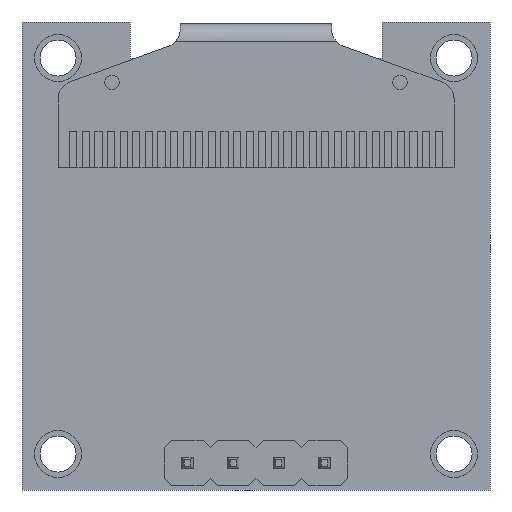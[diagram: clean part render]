
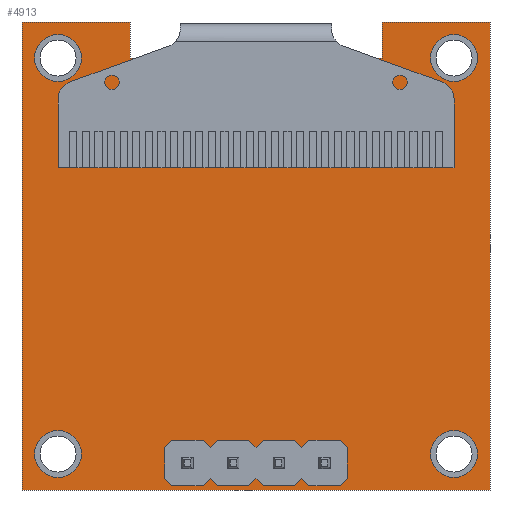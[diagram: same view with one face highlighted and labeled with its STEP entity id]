
A CAD part, front view. The second image highlights one B-rep face of the part: STEP entity #4913.
In plain terms, the highlighted planar face has unit normal (0, -1, 0).
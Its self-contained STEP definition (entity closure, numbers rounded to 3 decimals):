
#4419 = VERTEX_POINT('',#4420);
#4420 = CARTESIAN_POINT('',(11.,2.96,9.7));
#4426 = EDGE_CURVE('',#4419,#4427,#4429,.T.);
#4427 = VERTEX_POINT('',#4428);
#4428 = CARTESIAN_POINT('',(11.,2.96,12.3));
#4429 = CIRCLE('',#4430,1.3);
#4430 = AXIS2_PLACEMENT_3D('',#4431,#4432,#4433);
#4431 = CARTESIAN_POINT('',(11.,2.96,11.));
#4432 = DIRECTION('',(0.,1.,0.));
#4433 = DIRECTION('',(0.,-0.,1.));
#4461 = VERTEX_POINT('',#4462);
#4462 = CARTESIAN_POINT('',(-11.,2.96,9.7));
#4468 = EDGE_CURVE('',#4461,#4469,#4471,.T.);
#4469 = VERTEX_POINT('',#4470);
#4470 = CARTESIAN_POINT('',(-11.,2.96,12.3));
#4471 = CIRCLE('',#4472,1.3);
#4472 = AXIS2_PLACEMENT_3D('',#4473,#4474,#4475);
#4473 = CARTESIAN_POINT('',(-11.,2.96,11.));
#4474 = DIRECTION('',(0.,1.,0.));
#4475 = DIRECTION('',(0.,-0.,-1.));
#4503 = VERTEX_POINT('',#4504);
#4504 = CARTESIAN_POINT('',(11.,2.96,-12.3));
#4510 = EDGE_CURVE('',#4503,#4511,#4513,.T.);
#4511 = VERTEX_POINT('',#4512);
#4512 = CARTESIAN_POINT('',(11.,2.96,-9.7));
#4513 = CIRCLE('',#4514,1.3);
#4514 = AXIS2_PLACEMENT_3D('',#4515,#4516,#4517);
#4515 = CARTESIAN_POINT('',(11.,2.96,-11.));
#4516 = DIRECTION('',(0.,1.,0.));
#4517 = DIRECTION('',(0.,-0.,-1.));
#4545 = VERTEX_POINT('',#4546);
#4546 = CARTESIAN_POINT('',(-11.,2.96,-12.3));
#4552 = EDGE_CURVE('',#4545,#4553,#4555,.T.);
#4553 = VERTEX_POINT('',#4554);
#4554 = CARTESIAN_POINT('',(-11.,2.96,-9.7));
#4555 = CIRCLE('',#4556,1.3);
#4556 = AXIS2_PLACEMENT_3D('',#4557,#4558,#4559);
#4557 = CARTESIAN_POINT('',(-11.,2.96,-11.));
#4558 = DIRECTION('',(0.,1.,0.));
#4559 = DIRECTION('',(0.,-0.,1.));
#4587 = VERTEX_POINT('',#4588);
#4588 = CARTESIAN_POINT('',(3.81,2.96,-12.15));
#4594 = EDGE_CURVE('',#4587,#4595,#4597,.T.);
#4595 = VERTEX_POINT('',#4596);
#4596 = CARTESIAN_POINT('',(3.81,2.96,-10.85));
#4597 = CIRCLE('',#4598,0.65);
#4598 = AXIS2_PLACEMENT_3D('',#4599,#4600,#4601);
#4599 = CARTESIAN_POINT('',(3.81,2.96,-11.5));
#4600 = DIRECTION('',(0.,1.,0.));
#4601 = DIRECTION('',(0.,-0.,1.));
#4629 = VERTEX_POINT('',#4630);
#4630 = CARTESIAN_POINT('',(1.27,2.96,-12.15));
#4636 = EDGE_CURVE('',#4629,#4637,#4639,.T.);
#4637 = VERTEX_POINT('',#4638);
#4638 = CARTESIAN_POINT('',(1.27,2.96,-10.85));
#4639 = CIRCLE('',#4640,0.65);
#4640 = AXIS2_PLACEMENT_3D('',#4641,#4642,#4643);
#4641 = CARTESIAN_POINT('',(1.27,2.96,-11.5));
#4642 = DIRECTION('',(0.,1.,0.));
#4643 = DIRECTION('',(0.,-0.,1.));
#4671 = VERTEX_POINT('',#4672);
#4672 = CARTESIAN_POINT('',(-1.27,2.96,-12.15));
#4678 = EDGE_CURVE('',#4671,#4679,#4681,.T.);
#4679 = VERTEX_POINT('',#4680);
#4680 = CARTESIAN_POINT('',(-1.27,2.96,-10.85));
#4681 = CIRCLE('',#4682,0.65);
#4682 = AXIS2_PLACEMENT_3D('',#4683,#4684,#4685);
#4683 = CARTESIAN_POINT('',(-1.27,2.96,-11.5));
#4684 = DIRECTION('',(0.,1.,0.));
#4685 = DIRECTION('',(0.,-0.,1.));
#4721 = VERTEX_POINT('',#4722);
#4722 = CARTESIAN_POINT('',(7.,2.96,13.));
#4728 = EDGE_CURVE('',#4721,#4729,#4731,.T.);
#4729 = VERTEX_POINT('',#4730);
#4730 = CARTESIAN_POINT('',(13.,2.96,13.));
#4731 = LINE('',#4732,#4733);
#4732 = CARTESIAN_POINT('',(-13.,2.96,13.));
#4733 = VECTOR('',#4734,1.);
#4734 = DIRECTION('',(1.,0.,0.));
#4913 = ADVANCED_FACE('',(#4914,#4948,#5005,#5015,#5025,#5035,#5045,
    #5055,#5065),#5075,.T.);
#4914 = FACE_BOUND('',#4915,.T.);
#4915 = EDGE_LOOP('',(#4916,#4926,#4934,#4942));
#4916 = ORIENTED_EDGE('',*,*,#4917,.T.);
#4917 = EDGE_CURVE('',#4918,#4920,#4922,.T.);
#4918 = VERTEX_POINT('',#4919);
#4919 = CARTESIAN_POINT('',(-3.16,2.96,-10.85));
#4920 = VERTEX_POINT('',#4921);
#4921 = CARTESIAN_POINT('',(-3.16,2.96,-12.15));
#4922 = LINE('',#4923,#4924);
#4923 = CARTESIAN_POINT('',(-3.16,2.96,-12.15));
#4924 = VECTOR('',#4925,1.);
#4925 = DIRECTION('',(0.,0.,-1.));
#4926 = ORIENTED_EDGE('',*,*,#4927,.T.);
#4927 = EDGE_CURVE('',#4920,#4928,#4930,.T.);
#4928 = VERTEX_POINT('',#4929);
#4929 = CARTESIAN_POINT('',(-4.46,2.96,-12.15));
#4930 = LINE('',#4931,#4932);
#4931 = CARTESIAN_POINT('',(-3.16,2.96,-12.15));
#4932 = VECTOR('',#4933,1.);
#4933 = DIRECTION('',(-1.,0.,0.));
#4934 = ORIENTED_EDGE('',*,*,#4935,.T.);
#4935 = EDGE_CURVE('',#4928,#4936,#4938,.T.);
#4936 = VERTEX_POINT('',#4937);
#4937 = CARTESIAN_POINT('',(-4.46,2.96,-10.85));
#4938 = LINE('',#4939,#4940);
#4939 = CARTESIAN_POINT('',(-4.46,2.96,-12.15));
#4940 = VECTOR('',#4941,1.);
#4941 = DIRECTION('',(0.,0.,1.));
#4942 = ORIENTED_EDGE('',*,*,#4943,.T.);
#4943 = EDGE_CURVE('',#4936,#4918,#4944,.T.);
#4944 = LINE('',#4945,#4946);
#4945 = CARTESIAN_POINT('',(-3.16,2.96,-10.85));
#4946 = VECTOR('',#4947,1.);
#4947 = DIRECTION('',(1.,0.,-0.));
#4948 = FACE_BOUND('',#4949,.T.);
#4949 = EDGE_LOOP('',(#4950,#4958,#4966,#4974,#4982,#4990,#4998,#5004));
#4950 = ORIENTED_EDGE('',*,*,#4951,.F.);
#4951 = EDGE_CURVE('',#4952,#4721,#4954,.T.);
#4952 = VERTEX_POINT('',#4953);
#4953 = CARTESIAN_POINT('',(7.,2.96,11.));
#4954 = LINE('',#4955,#4956);
#4955 = CARTESIAN_POINT('',(7.,2.96,-0.));
#4956 = VECTOR('',#4957,1.);
#4957 = DIRECTION('',(0.,0.,1.));
#4958 = ORIENTED_EDGE('',*,*,#4959,.F.);
#4959 = EDGE_CURVE('',#4960,#4952,#4962,.T.);
#4960 = VERTEX_POINT('',#4961);
#4961 = CARTESIAN_POINT('',(-7.,2.96,11.));
#4962 = LINE('',#4963,#4964);
#4963 = CARTESIAN_POINT('',(-0.,2.96,11.));
#4964 = VECTOR('',#4965,1.);
#4965 = DIRECTION('',(1.,0.,0.));
#4966 = ORIENTED_EDGE('',*,*,#4967,.F.);
#4967 = EDGE_CURVE('',#4968,#4960,#4970,.T.);
#4968 = VERTEX_POINT('',#4969);
#4969 = CARTESIAN_POINT('',(-7.,2.96,13.));
#4970 = LINE('',#4971,#4972);
#4971 = CARTESIAN_POINT('',(-7.,2.96,0.));
#4972 = VECTOR('',#4973,1.);
#4973 = DIRECTION('',(0.,0.,-1.));
#4974 = ORIENTED_EDGE('',*,*,#4975,.F.);
#4975 = EDGE_CURVE('',#4976,#4968,#4978,.T.);
#4976 = VERTEX_POINT('',#4977);
#4977 = CARTESIAN_POINT('',(-13.,2.96,13.));
#4978 = LINE('',#4979,#4980);
#4979 = CARTESIAN_POINT('',(-13.,2.96,13.));
#4980 = VECTOR('',#4981,1.);
#4981 = DIRECTION('',(1.,0.,0.));
#4982 = ORIENTED_EDGE('',*,*,#4983,.F.);
#4983 = EDGE_CURVE('',#4984,#4976,#4986,.T.);
#4984 = VERTEX_POINT('',#4985);
#4985 = CARTESIAN_POINT('',(-13.,2.96,-13.));
#4986 = LINE('',#4987,#4988);
#4987 = CARTESIAN_POINT('',(-13.,2.96,13.));
#4988 = VECTOR('',#4989,1.);
#4989 = DIRECTION('',(-0.,-0.,1.));
#4990 = ORIENTED_EDGE('',*,*,#4991,.F.);
#4991 = EDGE_CURVE('',#4992,#4984,#4994,.T.);
#4992 = VERTEX_POINT('',#4993);
#4993 = CARTESIAN_POINT('',(13.,2.96,-13.));
#4994 = LINE('',#4995,#4996);
#4995 = CARTESIAN_POINT('',(-13.,2.96,-13.));
#4996 = VECTOR('',#4997,1.);
#4997 = DIRECTION('',(-1.,-0.,-0.));
#4998 = ORIENTED_EDGE('',*,*,#4999,.F.);
#4999 = EDGE_CURVE('',#4729,#4992,#5000,.T.);
#5000 = LINE('',#5001,#5002);
#5001 = CARTESIAN_POINT('',(13.,2.96,13.));
#5002 = VECTOR('',#5003,1.);
#5003 = DIRECTION('',(0.,0.,-1.));
#5004 = ORIENTED_EDGE('',*,*,#4728,.F.);
#5005 = FACE_BOUND('',#5006,.T.);
#5006 = EDGE_LOOP('',(#5007,#5008));
#5007 = ORIENTED_EDGE('',*,*,#4468,.T.);
#5008 = ORIENTED_EDGE('',*,*,#5009,.T.);
#5009 = EDGE_CURVE('',#4469,#4461,#5010,.T.);
#5010 = CIRCLE('',#5011,1.3);
#5011 = AXIS2_PLACEMENT_3D('',#5012,#5013,#5014);
#5012 = CARTESIAN_POINT('',(-11.,2.96,11.));
#5013 = DIRECTION('',(0.,1.,0.));
#5014 = DIRECTION('',(0.,-0.,-1.));
#5015 = FACE_BOUND('',#5016,.T.);
#5016 = EDGE_LOOP('',(#5017,#5018));
#5017 = ORIENTED_EDGE('',*,*,#4552,.T.);
#5018 = ORIENTED_EDGE('',*,*,#5019,.T.);
#5019 = EDGE_CURVE('',#4553,#4545,#5020,.T.);
#5020 = CIRCLE('',#5021,1.3);
#5021 = AXIS2_PLACEMENT_3D('',#5022,#5023,#5024);
#5022 = CARTESIAN_POINT('',(-11.,2.96,-11.));
#5023 = DIRECTION('',(0.,1.,0.));
#5024 = DIRECTION('',(0.,-0.,1.));
#5025 = FACE_BOUND('',#5026,.T.);
#5026 = EDGE_LOOP('',(#5027,#5028));
#5027 = ORIENTED_EDGE('',*,*,#4636,.T.);
#5028 = ORIENTED_EDGE('',*,*,#5029,.T.);
#5029 = EDGE_CURVE('',#4637,#4629,#5030,.T.);
#5030 = CIRCLE('',#5031,0.65);
#5031 = AXIS2_PLACEMENT_3D('',#5032,#5033,#5034);
#5032 = CARTESIAN_POINT('',(1.27,2.96,-11.5));
#5033 = DIRECTION('',(0.,1.,0.));
#5034 = DIRECTION('',(0.,-0.,1.));
#5035 = FACE_BOUND('',#5036,.T.);
#5036 = EDGE_LOOP('',(#5037,#5038));
#5037 = ORIENTED_EDGE('',*,*,#4678,.T.);
#5038 = ORIENTED_EDGE('',*,*,#5039,.T.);
#5039 = EDGE_CURVE('',#4679,#4671,#5040,.T.);
#5040 = CIRCLE('',#5041,0.65);
#5041 = AXIS2_PLACEMENT_3D('',#5042,#5043,#5044);
#5042 = CARTESIAN_POINT('',(-1.27,2.96,-11.5));
#5043 = DIRECTION('',(0.,1.,0.));
#5044 = DIRECTION('',(0.,-0.,1.));
#5045 = FACE_BOUND('',#5046,.T.);
#5046 = EDGE_LOOP('',(#5047,#5048));
#5047 = ORIENTED_EDGE('',*,*,#4594,.T.);
#5048 = ORIENTED_EDGE('',*,*,#5049,.T.);
#5049 = EDGE_CURVE('',#4595,#4587,#5050,.T.);
#5050 = CIRCLE('',#5051,0.65);
#5051 = AXIS2_PLACEMENT_3D('',#5052,#5053,#5054);
#5052 = CARTESIAN_POINT('',(3.81,2.96,-11.5));
#5053 = DIRECTION('',(0.,1.,0.));
#5054 = DIRECTION('',(0.,-0.,1.));
#5055 = FACE_BOUND('',#5056,.T.);
#5056 = EDGE_LOOP('',(#5057,#5058));
#5057 = ORIENTED_EDGE('',*,*,#4510,.T.);
#5058 = ORIENTED_EDGE('',*,*,#5059,.T.);
#5059 = EDGE_CURVE('',#4511,#4503,#5060,.T.);
#5060 = CIRCLE('',#5061,1.3);
#5061 = AXIS2_PLACEMENT_3D('',#5062,#5063,#5064);
#5062 = CARTESIAN_POINT('',(11.,2.96,-11.));
#5063 = DIRECTION('',(0.,1.,0.));
#5064 = DIRECTION('',(0.,-0.,-1.));
#5065 = FACE_BOUND('',#5066,.T.);
#5066 = EDGE_LOOP('',(#5067,#5068));
#5067 = ORIENTED_EDGE('',*,*,#4426,.T.);
#5068 = ORIENTED_EDGE('',*,*,#5069,.T.);
#5069 = EDGE_CURVE('',#4427,#4419,#5070,.T.);
#5070 = CIRCLE('',#5071,1.3);
#5071 = AXIS2_PLACEMENT_3D('',#5072,#5073,#5074);
#5072 = CARTESIAN_POINT('',(11.,2.96,11.));
#5073 = DIRECTION('',(0.,1.,0.));
#5074 = DIRECTION('',(0.,-0.,1.));
#5075 = PLANE('',#5076);
#5076 = AXIS2_PLACEMENT_3D('',#5077,#5078,#5079);
#5077 = CARTESIAN_POINT('',(0.,2.96,0.));
#5078 = DIRECTION('',(0.,-1.,0.));
#5079 = DIRECTION('',(0.,-0.,-1.));
